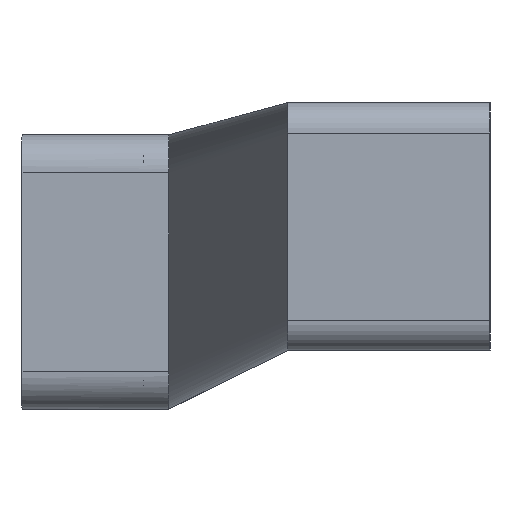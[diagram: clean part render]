
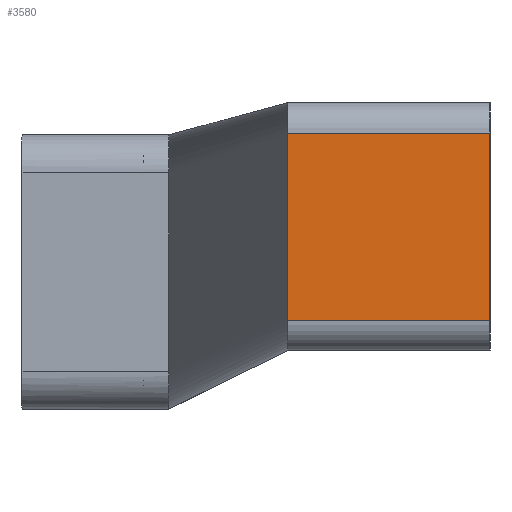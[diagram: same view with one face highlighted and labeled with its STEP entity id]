
A CAD part, left-side view. The second image highlights one B-rep face of the part: STEP entity #3580.
In plain terms, the highlighted planar face has unit normal (-1, 0, 0).
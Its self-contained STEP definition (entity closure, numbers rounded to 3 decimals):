
#170 = EDGE_LOOP ( 'NONE', ( #1691, #1531, #1521, #3490 ) ) ;
#212 = EDGE_CURVE ( 'NONE', #1597, #588, #1644, .T. ) ;
#274 = CARTESIAN_POINT ( 'NONE',  ( -108.5, 0., -18.5 ) ) ;
#298 = LINE ( 'NONE', #2114, #3221 ) ;
#443 = AXIS2_PLACEMENT_3D ( 'NONE', #1102, #550, #2551 ) ;
#550 = DIRECTION ( 'NONE',  ( -1., 0., 0. ) ) ;
#588 = VERTEX_POINT ( 'NONE', #3510 ) ;
#648 = LINE ( 'NONE', #3264, #3471 ) ;
#661 = CARTESIAN_POINT ( 'NONE',  ( -108.5, -40., 18.5 ) ) ;
#877 = VECTOR ( 'NONE', #1897, 1000. ) ;
#1010 = DIRECTION ( 'NONE',  ( 0., 0., 1. ) ) ;
#1102 = CARTESIAN_POINT ( 'NONE',  ( -108.5, -40., -24.5 ) ) ;
#1232 = EDGE_CURVE ( 'NONE', #2110, #1597, #298, .T. ) ;
#1348 = LINE ( 'NONE', #661, #2687 ) ;
#1521 = ORIENTED_EDGE ( 'NONE', *, *, #212, .T. ) ;
#1531 = ORIENTED_EDGE ( 'NONE', *, *, #1232, .T. ) ;
#1558 = VERTEX_POINT ( 'NONE', #2042 ) ;
#1597 = VERTEX_POINT ( 'NONE', #2053 ) ;
#1609 = FACE_OUTER_BOUND ( 'NONE', #170, .T. ) ;
#1644 = LINE ( 'NONE', #3558, #877 ) ;
#1691 = ORIENTED_EDGE ( 'NONE', *, *, #2236, .F. ) ;
#1897 = DIRECTION ( 'NONE',  ( 0., 0., 1. ) ) ;
#2042 = CARTESIAN_POINT ( 'NONE',  ( -108.5, 0., 18.5 ) ) ;
#2053 = CARTESIAN_POINT ( 'NONE',  ( -108.5, -40., -18.5 ) ) ;
#2110 = VERTEX_POINT ( 'NONE', #274 ) ;
#2114 = CARTESIAN_POINT ( 'NONE',  ( -108.5, -40., -18.5 ) ) ;
#2236 = EDGE_CURVE ( 'NONE', #2110, #1558, #648, .T. ) ;
#2270 = PLANE ( 'NONE',  #443 ) ;
#2551 = DIRECTION ( 'NONE',  ( 0., 0., 1. ) ) ;
#2687 = VECTOR ( 'NONE', #3222, 1000. ) ;
#3159 = EDGE_CURVE ( 'NONE', #588, #1558, #1348, .T. ) ;
#3221 = VECTOR ( 'NONE', #3487, 1000. ) ;
#3222 = DIRECTION ( 'NONE',  ( 0., 1., 0. ) ) ;
#3264 = CARTESIAN_POINT ( 'NONE',  ( -108.5, 0., -24.5 ) ) ;
#3471 = VECTOR ( 'NONE', #1010, 1000. ) ;
#3487 = DIRECTION ( 'NONE',  ( 0., -1., 0. ) ) ;
#3490 = ORIENTED_EDGE ( 'NONE', *, *, #3159, .T. ) ;
#3510 = CARTESIAN_POINT ( 'NONE',  ( -108.5, -40., 18.5 ) ) ;
#3558 = CARTESIAN_POINT ( 'NONE',  ( -108.5, -40., -24.5 ) ) ;
#3580 = ADVANCED_FACE ( 'NONE', ( #1609 ), #2270, .T. ) ;
